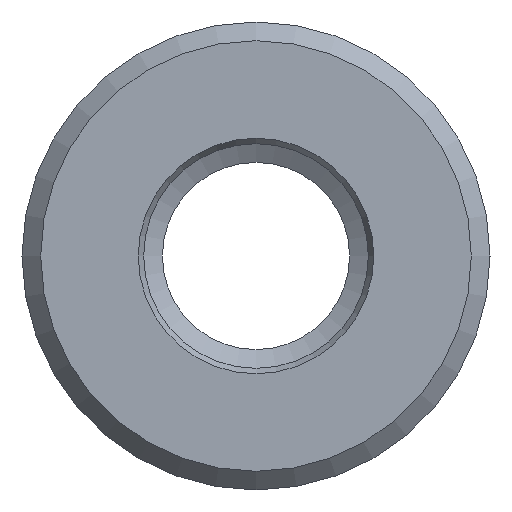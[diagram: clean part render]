
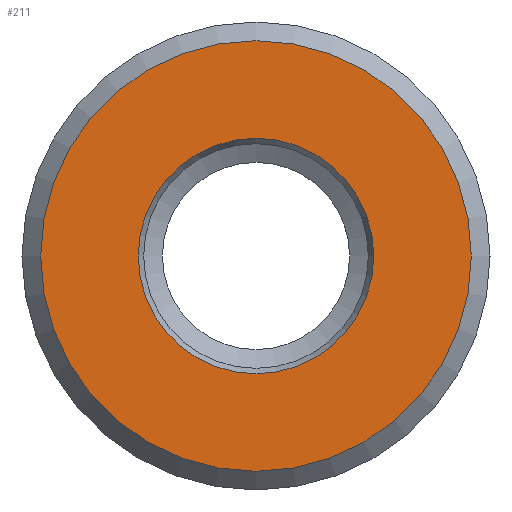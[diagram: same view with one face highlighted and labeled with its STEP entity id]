
A CAD part, left-side view. The second image highlights one B-rep face of the part: STEP entity #211.
In plain terms, the highlighted planar face has unit normal (-1, 0, 0).
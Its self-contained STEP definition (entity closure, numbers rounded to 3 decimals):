
#40=FACE_BOUND('',#54,.T.);
#42=FACE_OUTER_BOUND('',#53,.T.);
#53=EDGE_LOOP('',(#145,#146));
#54=EDGE_LOOP('',(#147,#148));
#66=CIRCLE('',#243,11.5);
#67=CIRCLE('',#244,11.5);
#68=CIRCLE('',#245,6.289);
#69=CIRCLE('',#246,6.289);
#90=VERTEX_POINT('',#359);
#91=VERTEX_POINT('',#360);
#92=VERTEX_POINT('',#363);
#93=VERTEX_POINT('',#364);
#113=EDGE_CURVE('',#90,#91,#66,.T.);
#114=EDGE_CURVE('',#91,#90,#67,.T.);
#115=EDGE_CURVE('',#92,#93,#68,.T.);
#116=EDGE_CURVE('',#93,#92,#69,.T.);
#145=ORIENTED_EDGE('',*,*,#113,.F.);
#146=ORIENTED_EDGE('',*,*,#114,.F.);
#147=ORIENTED_EDGE('',*,*,#115,.T.);
#148=ORIENTED_EDGE('',*,*,#116,.T.);
#209=PLANE('',#242);
#211=ADVANCED_FACE('',(#42,#40),#209,.T.);
#242=AXIS2_PLACEMENT_3D('',#358,#279,#280);
#243=AXIS2_PLACEMENT_3D('',#361,#281,#282);
#244=AXIS2_PLACEMENT_3D('',#362,#283,#284);
#245=AXIS2_PLACEMENT_3D('',#365,#285,#286);
#246=AXIS2_PLACEMENT_3D('',#366,#287,#288);
#279=DIRECTION('center_axis',(-1.,0.,0.));
#280=DIRECTION('ref_axis',(0.,0.,1.));
#281=DIRECTION('center_axis',(1.,0.,0.));
#282=DIRECTION('ref_axis',(0.,0.,-1.));
#283=DIRECTION('center_axis',(1.,0.,0.));
#284=DIRECTION('ref_axis',(0.,0.,-1.));
#285=DIRECTION('center_axis',(1.,0.,0.));
#286=DIRECTION('ref_axis',(0.,0.,-1.));
#287=DIRECTION('center_axis',(1.,0.,0.));
#288=DIRECTION('ref_axis',(0.,0.,-1.));
#358=CARTESIAN_POINT('Origin',(0.,11.5,0.));
#359=CARTESIAN_POINT('',(0.,11.5,0.));
#360=CARTESIAN_POINT('',(0.,-11.5,0.));
#361=CARTESIAN_POINT('Origin',(0.,0.,
0.));
#362=CARTESIAN_POINT('Origin',(0.,0.,
0.));
#363=CARTESIAN_POINT('',(0.,6.289,0.));
#364=CARTESIAN_POINT('',(0.,-6.289,0.));
#365=CARTESIAN_POINT('Origin',(0.,0.,
0.));
#366=CARTESIAN_POINT('Origin',(0.,0.,
0.));
